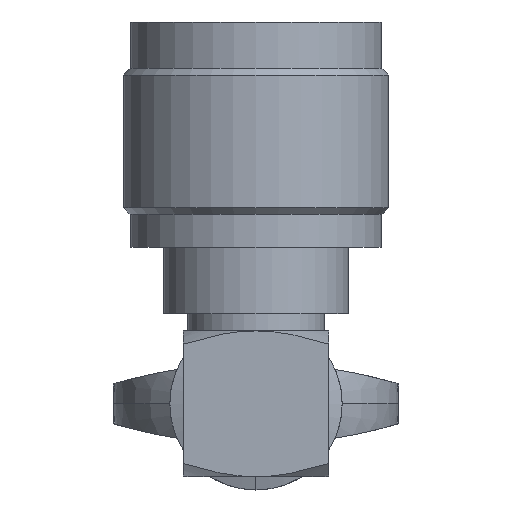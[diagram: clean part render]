
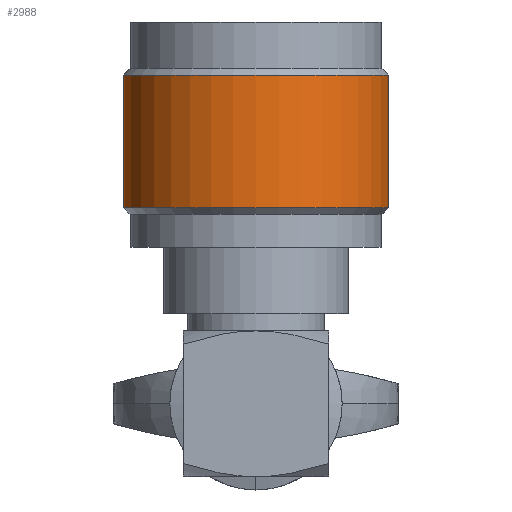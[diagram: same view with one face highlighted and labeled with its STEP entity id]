
A CAD part, front view. The second image highlights one B-rep face of the part: STEP entity #2988.
In plain terms, the highlighted cylindrical face has radius 10 mm (diameter 20 mm), a partial arc.
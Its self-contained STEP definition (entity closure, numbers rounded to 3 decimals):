
#96 = CYLINDRICAL_SURFACE ( 'NONE', #2344, 10. ) ;
#151 = DIRECTION ( 'NONE',  ( 0., 0., -1. ) ) ;
#194 = CARTESIAN_POINT ( 'NONE',  ( 10., -33.8, 14.8 ) ) ;
#215 = DIRECTION ( 'NONE',  ( 0., 0., -1. ) ) ;
#308 = CARTESIAN_POINT ( 'NONE',  ( -10., -33.8, 14.8 ) ) ;
#623 = ORIENTED_EDGE ( 'NONE', *, *, #3618, .T. ) ;
#664 = CARTESIAN_POINT ( 'NONE',  ( 0., -33.8, 24.8 ) ) ;
#838 = CIRCLE ( 'NONE', #2929, 10. ) ;
#915 = VERTEX_POINT ( 'NONE', #308 ) ;
#946 = DIRECTION ( 'NONE',  ( -1., 0., 0. ) ) ;
#950 = FACE_OUTER_BOUND ( 'NONE', #1729, .T. ) ;
#1146 = VERTEX_POINT ( 'NONE', #2716 ) ;
#1237 = VECTOR ( 'NONE', #1792, 1000. ) ;
#1469 = DIRECTION ( 'NONE',  ( 0., 0., -1. ) ) ;
#1550 = DIRECTION ( 'NONE',  ( -1., 0., 0. ) ) ;
#1597 = VERTEX_POINT ( 'NONE', #194 ) ;
#1729 = EDGE_LOOP ( 'NONE', ( #3217, #623, #2997, #2399 ) ) ;
#1792 = DIRECTION ( 'NONE',  ( 0., 0., -1. ) ) ;
#1828 = LINE ( 'NONE', #3595, #3266 ) ;
#2007 = LINE ( 'NONE', #3225, #1237 ) ;
#2154 = CARTESIAN_POINT ( 'NONE',  ( -10., -33.8, 24.8 ) ) ;
#2219 = EDGE_CURVE ( 'NONE', #1146, #1597, #2007, .T. ) ;
#2314 = VERTEX_POINT ( 'NONE', #2154 ) ;
#2344 = AXIS2_PLACEMENT_3D ( 'NONE', #3262, #151, #1550 ) ;
#2388 = EDGE_CURVE ( 'NONE', #2314, #915, #1828, .T. ) ;
#2399 = ORIENTED_EDGE ( 'NONE', *, *, #3074, .F. ) ;
#2652 = DIRECTION ( 'NONE',  ( 0., 0., -1. ) ) ;
#2716 = CARTESIAN_POINT ( 'NONE',  ( 10., -33.8, 24.8 ) ) ;
#2909 = AXIS2_PLACEMENT_3D ( 'NONE', #664, #2652, #946 ) ;
#2929 = AXIS2_PLACEMENT_3D ( 'NONE', #3197, #1469, #3493 ) ;
#2988 = ADVANCED_FACE ( 'NONE', ( #950 ), #96, .T. ) ;
#2997 = ORIENTED_EDGE ( 'NONE', *, *, #2388, .T. ) ;
#3074 = EDGE_CURVE ( 'NONE', #1597, #915, #838, .T. ) ;
#3197 = CARTESIAN_POINT ( 'NONE',  ( 0., -33.8, 14.8 ) ) ;
#3217 = ORIENTED_EDGE ( 'NONE', *, *, #2219, .F. ) ;
#3225 = CARTESIAN_POINT ( 'NONE',  ( 10., -33.8, 4.027 ) ) ;
#3262 = CARTESIAN_POINT ( 'NONE',  ( 0., -33.8, 4.027 ) ) ;
#3266 = VECTOR ( 'NONE', #215, 1000. ) ;
#3450 = CIRCLE ( 'NONE', #2909, 10. ) ;
#3493 = DIRECTION ( 'NONE',  ( -1., 0., 0. ) ) ;
#3595 = CARTESIAN_POINT ( 'NONE',  ( -10., -33.8, 4.027 ) ) ;
#3618 = EDGE_CURVE ( 'NONE', #1146, #2314, #3450, .T. ) ;
